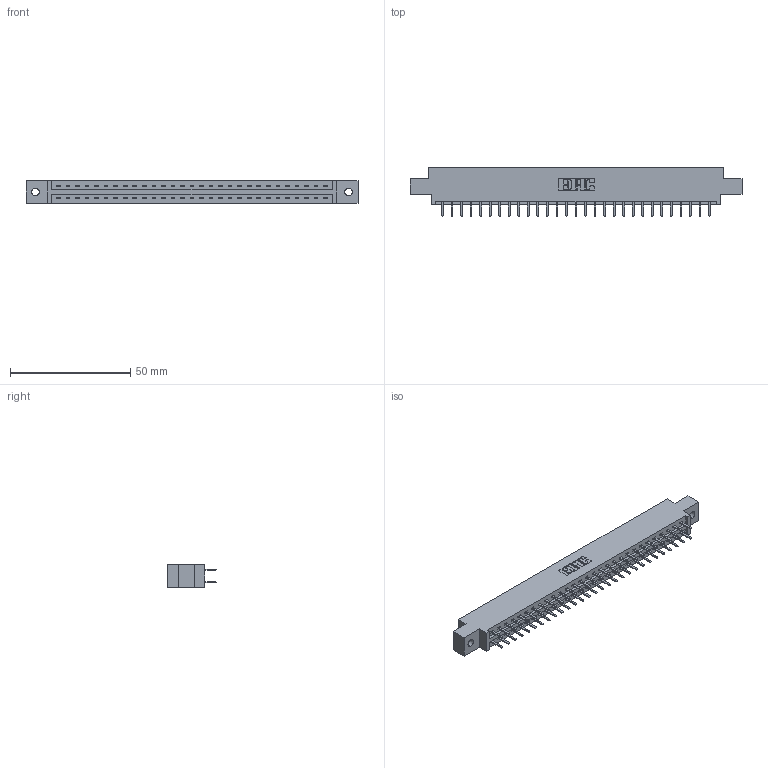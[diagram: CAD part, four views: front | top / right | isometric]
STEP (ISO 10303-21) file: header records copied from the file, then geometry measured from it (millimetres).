
FILE_DESCRIPTION (( 'STEP AP203' ), '1' );
FILE_NAME ('387-058-520-802.STEP', '2018-09-21T00:53:49', ( '' ), ( '' ), 'SwSTEP 2.0', 'SolidWorks 2016', '' );
FILE_SCHEMA (( 'CONFIG_CONTROL_DESIGN' ));
Length unit declared in the file: inch
Products named in the file (3): 337 Part_0.170 Offset - 0.128 Dia; 345-292-001_345-293-120; 387-058-520-802
Assembly tree (59 placements, depth 2):
  387-058-520-802
    337 Part_0.170 Offset - 0.128 Dia
    345-292-001_345-293-120  x58
Bounding box: 137.92 x 20.02 x 9.4 mm (x, y, z)
Volume: 14182.6 mm3; surface area: 15669.6 mm2
Topology: 59 solids, 59 shells, 3482 faces, 10125 edges, 6594 vertices
Faces by surface type: plane 2394, cylinder 1088
Entity records: 24415 total; most frequent: CARTESIAN_POINT 4138, ORIENTED_EDGE 4062, DIRECTION 3531, EDGE_CURVE 2031, VECTOR 1899, LINE 1899, VERTEX_POINT 1350, AXIS2_PLACEMENT_3D 816
